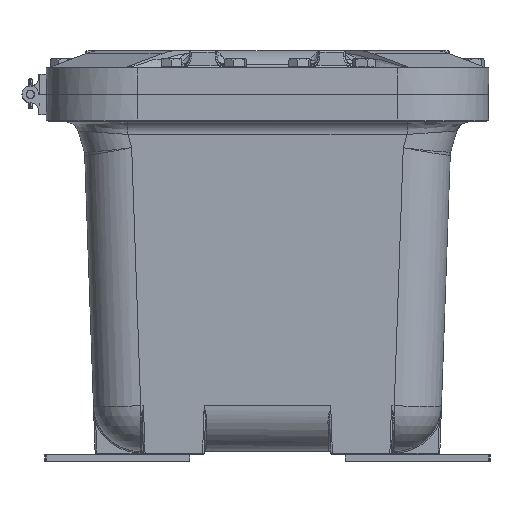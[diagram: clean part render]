
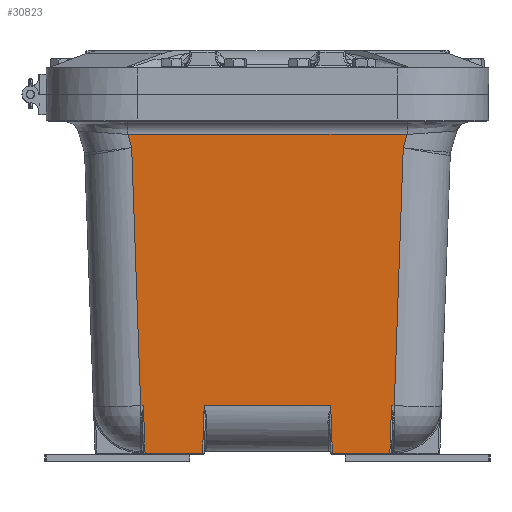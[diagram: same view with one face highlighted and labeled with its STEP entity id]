
A CAD part, front view. The second image highlights one B-rep face of the part: STEP entity #30823.
In plain terms, the highlighted planar face has unit normal (0, -0.999, -0.035).
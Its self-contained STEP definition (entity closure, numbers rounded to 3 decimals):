
#1453=PLANE('',#33139);
#2753=LINE('',#49633,#4972);
#2754=LINE('',#49638,#4973);
#2757=LINE('',#49838,#4976);
#2759=LINE('',#49858,#4978);
#2771=LINE('',#49911,#4990);
#2777=LINE('',#50262,#4996);
#2789=LINE('',#50527,#5008);
#2791=LINE('',#50530,#5010);
#2798=LINE('',#50551,#5017);
#2799=LINE('',#50553,#5018);
#2800=LINE('',#50555,#5019);
#2801=LINE('',#50557,#5020);
#2802=LINE('',#50559,#5021);
#2803=LINE('',#50560,#5022);
#4972=VECTOR('',#36897,0.394);
#4973=VECTOR('',#36904,0.394);
#4976=VECTOR('',#36935,0.394);
#4978=VECTOR('',#36943,0.394);
#4990=VECTOR('',#37013,0.394);
#4996=VECTOR('',#37071,0.394);
#5008=VECTOR('',#37171,0.394);
#5010=VECTOR('',#37175,0.394);
#5017=VECTOR('',#37200,0.394);
#5018=VECTOR('',#37201,0.394);
#5019=VECTOR('',#37202,0.394);
#5020=VECTOR('',#37203,0.394);
#5021=VECTOR('',#37204,0.394);
#5022=VECTOR('',#37205,0.394);
#9551=FACE_OUTER_BOUND('',#11493,.T.);
#11493=EDGE_LOOP('',(#24311,#24312,#24313,#24314,#24315,#24316,#24317,#24318,
#24319,#24320,#24321,#24322,#24323,#24324));
#14736=VERTEX_POINT('',#49564);
#14743=VERTEX_POINT('',#49632);
#14744=VERTEX_POINT('',#49636);
#14747=VERTEX_POINT('',#49682);
#14753=VERTEX_POINT('',#49837);
#14756=VERTEX_POINT('',#49856);
#14774=VERTEX_POINT('',#49964);
#14794=VERTEX_POINT('',#50260);
#14813=VERTEX_POINT('',#50523);
#14818=VERTEX_POINT('',#50550);
#14819=VERTEX_POINT('',#50552);
#14820=VERTEX_POINT('',#50554);
#14821=VERTEX_POINT('',#50556);
#14822=VERTEX_POINT('',#50558);
#18154=EDGE_CURVE('',#14736,#14743,#2753,.T.);
#18157=EDGE_CURVE('',#14744,#14736,#2754,.T.);
#18173=EDGE_CURVE('',#14747,#14753,#2757,.T.);
#18178=EDGE_CURVE('',#14756,#14747,#2759,.T.);
#18206=EDGE_CURVE('',#14743,#14756,#2771,.T.);
#18245=EDGE_CURVE('',#14794,#14774,#2777,.T.);
#18285=EDGE_CURVE('',#14753,#14813,#2789,.T.);
#18287=EDGE_CURVE('',#14813,#14794,#2791,.T.);
#18298=EDGE_CURVE('',#14818,#14744,#2798,.T.);
#18299=EDGE_CURVE('',#14819,#14818,#2799,.T.);
#18300=EDGE_CURVE('',#14820,#14819,#2800,.T.);
#18301=EDGE_CURVE('',#14821,#14820,#2801,.T.);
#18302=EDGE_CURVE('',#14822,#14821,#2802,.T.);
#18303=EDGE_CURVE('',#14774,#14822,#2803,.T.);
#24311=ORIENTED_EDGE('',*,*,#18157,.F.);
#24312=ORIENTED_EDGE('',*,*,#18298,.F.);
#24313=ORIENTED_EDGE('',*,*,#18299,.F.);
#24314=ORIENTED_EDGE('',*,*,#18300,.F.);
#24315=ORIENTED_EDGE('',*,*,#18301,.F.);
#24316=ORIENTED_EDGE('',*,*,#18302,.F.);
#24317=ORIENTED_EDGE('',*,*,#18303,.F.);
#24318=ORIENTED_EDGE('',*,*,#18245,.F.);
#24319=ORIENTED_EDGE('',*,*,#18287,.F.);
#24320=ORIENTED_EDGE('',*,*,#18285,.F.);
#24321=ORIENTED_EDGE('',*,*,#18173,.F.);
#24322=ORIENTED_EDGE('',*,*,#18178,.F.);
#24323=ORIENTED_EDGE('',*,*,#18206,.F.);
#24324=ORIENTED_EDGE('',*,*,#18154,.F.);
#30823=ADVANCED_FACE('',(#9551),#1453,.T.);
#33139=AXIS2_PLACEMENT_3D('',#50549,#37198,#37199);
#36897=DIRECTION('',(-0.035,0.035,-0.999));
#36904=DIRECTION('',(-1.,0.,0.));
#36935=DIRECTION('',(-1.,0.,0.));
#36943=DIRECTION('',(-0.035,-0.035,0.999));
#37013=DIRECTION('',(-1.,0.,0.));
#37071=DIRECTION('',(-0.035,-0.035,0.999));
#37171=DIRECTION('',(-0.035,0.035,-0.999));
#37175=DIRECTION('',(-1.,0.,0.));
#37198=DIRECTION('center_axis',(0.,-0.999,-0.035));
#37199=DIRECTION('ref_axis',(0.,0.035,-0.999));
#37200=DIRECTION('',(-0.035,0.035,-0.999));
#37201=DIRECTION('',(-0.275,0.034,-0.961));
#37202=DIRECTION('',(1.,0.,0.));
#37203=DIRECTION('',(-0.275,-0.034,0.961));
#37204=DIRECTION('',(-0.035,-0.035,0.999));
#37205=DIRECTION('',(-1.,0.,0.));
#49564=CARTESIAN_POINT('',(4.595,-12.32,-11.53));
#49632=CARTESIAN_POINT('',(4.533,-12.259,-13.283));
#49633=CARTESIAN_POINT('',(4.741,-12.466,-7.342));
#49636=CARTESIAN_POINT('',(4.696,-12.32,-11.53));
#49638=CARTESIAN_POINT('',(-3.406,-12.32,-11.53));
#49682=CARTESIAN_POINT('',(2.343,-12.32,-11.53));
#49837=CARTESIAN_POINT('',(-2.343,-12.32,-11.53));
#49838=CARTESIAN_POINT('',(-3.406,-12.32,-11.53));
#49856=CARTESIAN_POINT('',(2.404,-12.259,-13.283));
#49858=CARTESIAN_POINT('',(2.183,-12.48,-6.954));
#49911=CARTESIAN_POINT('',(-1.282,-12.259,-13.283));
#49964=CARTESIAN_POINT('',(-4.595,-12.32,-11.53));
#50260=CARTESIAN_POINT('',(-4.533,-12.259,-13.283));
#50262=CARTESIAN_POINT('',(-4.749,-12.474,-7.105));
#50523=CARTESIAN_POINT('',(-2.404,-12.259,-13.283));
#50527=CARTESIAN_POINT('',(-2.191,-12.471,-7.192));
#50530=CARTESIAN_POINT('',(-5.53,-12.259,-13.283));
#50549=CARTESIAN_POINT('Origin',(-6.813,-12.688,-1.));
#50550=CARTESIAN_POINT('',(5.03,-12.654,-1.973));
#50551=CARTESIAN_POINT('',(5.057,-12.681,-1.176));
#50552=CARTESIAN_POINT('',(5.17,-12.671,-1.483));
#50553=CARTESIAN_POINT('',(4.917,-12.64,-2.365));
#50554=CARTESIAN_POINT('',(-5.17,-12.671,-1.483));
#50555=CARTESIAN_POINT('',(-3.406,-12.671,-1.483));
#50556=CARTESIAN_POINT('',(-5.03,-12.654,-1.973));
#50557=CARTESIAN_POINT('',(-5.434,-12.703,-0.562));
#50558=CARTESIAN_POINT('',(-4.696,-12.32,-11.53));
#50559=CARTESIAN_POINT('',(-5.05,-12.674,-1.381));
#50560=CARTESIAN_POINT('',(-3.406,-12.32,-11.53));
